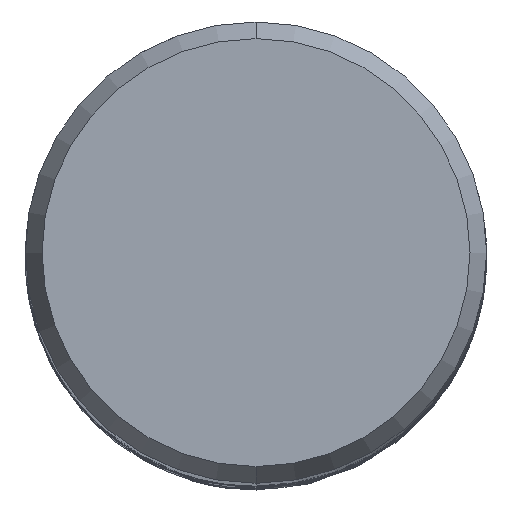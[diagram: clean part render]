
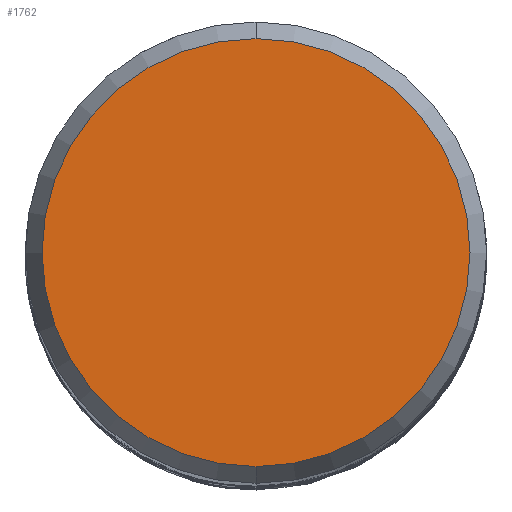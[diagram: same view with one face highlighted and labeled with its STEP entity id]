
A CAD part, top view. The second image highlights one B-rep face of the part: STEP entity #1762.
In plain terms, the highlighted planar face has unit normal (0, 0, 1).
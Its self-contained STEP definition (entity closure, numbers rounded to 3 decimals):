
#1262=EDGE_CURVE('',#1704,#1784,#2556,.T.);
#1704=VERTEX_POINT('',#3041);
#1710=EDGE_CURVE('',#1784,#1704,#3047,.T.);
#1762=ADVANCED_FACE('',(#3103),#3104,.T.);
#1784=VERTEX_POINT('',#3127);
#2556=CIRCLE('',#13459,7.423);
#3041=CARTESIAN_POINT('',(0.,-7.423,0.0));
#3047=CIRCLE('',#20508,7.423);
#3103=FACE_OUTER_BOUND('',#21818,.T.);
#3104=PLANE('',#21819);
#3127=CARTESIAN_POINT('',(0.0,7.423,0.0));
#13459=AXIS2_PLACEMENT_3D('',#23843,#23844,#23845);
#20508=AXIS2_PLACEMENT_3D('',#24398,#24399,#24400);
#21818=EDGE_LOOP('',(#24459,#24460));
#21819=AXIS2_PLACEMENT_3D('',#24461,#24462,#24463);
#23843=CARTESIAN_POINT('',(0.0,0.0,0.0));
#23844=DIRECTION('',(0.0,0.0,-1.0));
#23845=DIRECTION('',(0.0,1.0,0.0));
#24398=CARTESIAN_POINT('',(0.0,0.0,0.0));
#24399=DIRECTION('',(0.0,0.0,-1.0));
#24400=DIRECTION('',(0.0,1.0,0.0));
#24459=ORIENTED_EDGE('',*,*,#1710,.F.);
#24460=ORIENTED_EDGE('',*,*,#1262,.F.);
#24461=CARTESIAN_POINT('',(0.0,3.711,0.0));
#24462=DIRECTION('',(-0.0,0.0,1.0));
#24463=DIRECTION('',(0.0,-1.0,0.0));
